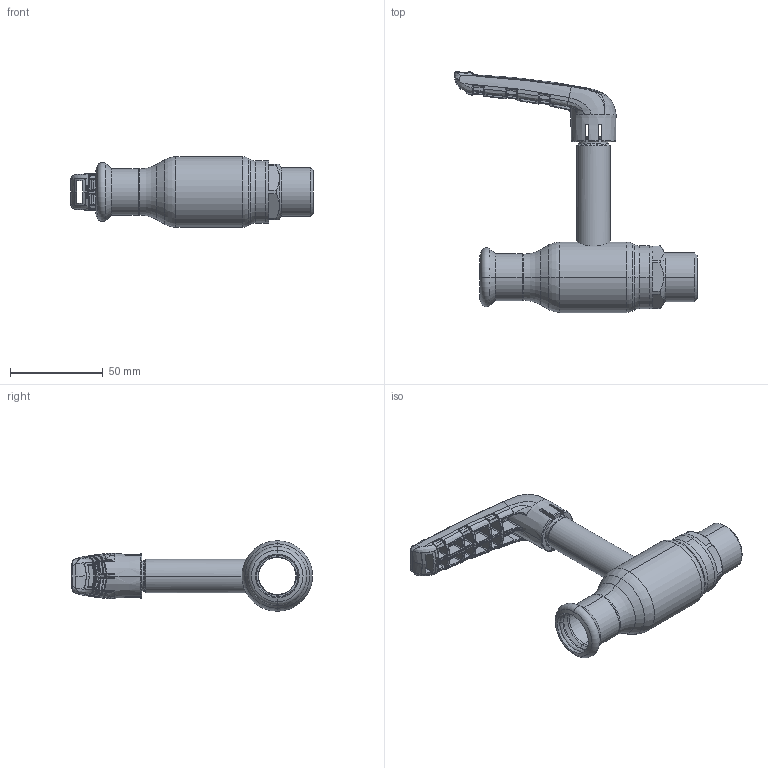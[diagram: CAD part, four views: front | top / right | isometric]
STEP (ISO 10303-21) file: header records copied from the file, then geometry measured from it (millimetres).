
FILE_DESCRIPTION (( 'STEP AP214' ), '1' );
FILE_NAME ('2020001201-xxxx.STEP', '2019-05-27T11:59:17', ( 'Broen A/S' ), ( 'Broen A/S' ), 'SwSTEP 2.0', 'SolidWorks 2017', '' );
FILE_SCHEMA (( 'AUTOMOTIVE_DESIGN' ));
Length unit declared in the file: millimetre
Products named in the file (1): 2020001201-xxxx
Bounding box: 130.78 x 129.88 x 38 mm (x, y, z)
Surface area: 30126.9 mm2 (no closed solid volume)
Topology: 0 solids, 9 shells, 786 faces, 2439 edges, 1547 vertices
Faces by surface type: bspline 632, plane 66, cylinder 34, cone 31, torus 23
Entity records: 58069 total; most frequent: CARTESIAN_POINT 33734, ORIENTED_EDGE 4072, EDGE_CURVE 2411, B_SPLINE_CURVE_WITH_KNOTS 1669, DIRECTION 1602, VERTEX_POINT 1547, EDGE_LOOP 810, UNCERTAINTY_MEASURE_WITH_UNIT 788
